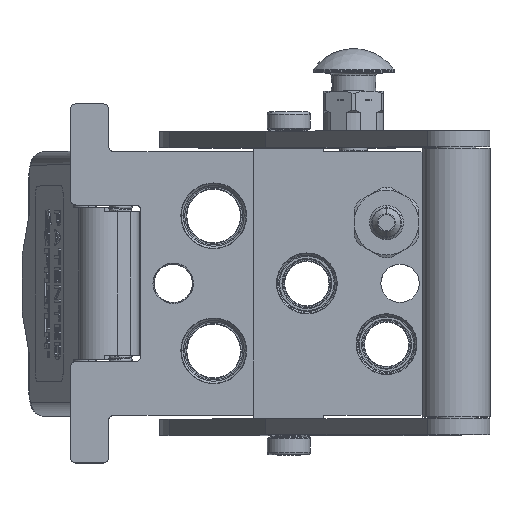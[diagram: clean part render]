
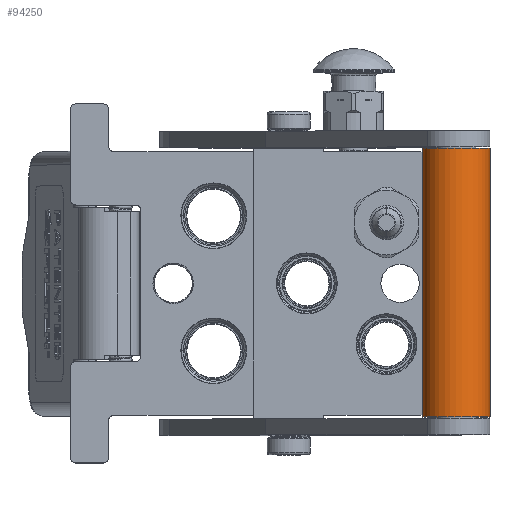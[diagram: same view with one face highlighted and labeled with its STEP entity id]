
A CAD part, top view. The second image highlights one B-rep face of the part: STEP entity #94250.
In plain terms, the highlighted cylindrical face has radius 12.5 mm (diameter 25 mm), a partial arc.
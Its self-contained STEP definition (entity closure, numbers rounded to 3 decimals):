
#979 = VERTEX_POINT ( 'NONE', #95584 ) ;
#3265 = VECTOR ( 'NONE', #23256, 1000. ) ;
#6664 = AXIS2_PLACEMENT_3D ( 'NONE', #26641, #90748, #16951 ) ;
#6743 = EDGE_CURVE ( 'NONE', #43819, #12247, #76561, .T. ) ;
#12247 = VERTEX_POINT ( 'NONE', #17257 ) ;
#15786 = ORIENTED_EDGE ( 'NONE', *, *, #55941, .T. ) ;
#16277 = CARTESIAN_POINT ( 'NONE',  ( 104., 0., -12.5 ) ) ;
#16619 = ORIENTED_EDGE ( 'NONE', *, *, #6743, .F. ) ;
#16951 = DIRECTION ( 'NONE',  ( 0., 0., -1. ) ) ;
#17257 = CARTESIAN_POINT ( 'NONE',  ( 4.5, 0., 12.5 ) ) ;
#19245 = CARTESIAN_POINT ( 'NONE',  ( 104., 0., -12.5 ) ) ;
#21718 = CIRCLE ( 'NONE', #108192, 12.5 ) ;
#23256 = DIRECTION ( 'NONE',  ( -1., 0., 0. ) ) ;
#24811 = CARTESIAN_POINT ( 'NONE',  ( 4.5, 0., -12.5 ) ) ;
#26641 = CARTESIAN_POINT ( 'NONE',  ( 4.5, 0., 0. ) ) ;
#27927 = EDGE_CURVE ( 'NONE', #94876, #43819, #29567, .T. ) ;
#29567 = LINE ( 'NONE', #16277, #65673 ) ;
#31447 = FACE_OUTER_BOUND ( 'NONE', #98076, .T. ) ;
#39761 = DIRECTION ( 'NONE',  ( -1., 0., 0. ) ) ;
#43819 = VERTEX_POINT ( 'NONE', #24811 ) ;
#46266 = ORIENTED_EDGE ( 'NONE', *, *, #53551, .T. ) ;
#52901 = DIRECTION ( 'NONE',  ( -1., 0., 0. ) ) ;
#53551 = EDGE_CURVE ( 'NONE', #979, #12247, #94088, .T. ) ;
#55941 = EDGE_CURVE ( 'NONE', #94876, #979, #21718, .T. ) ;
#55978 = DIRECTION ( 'NONE',  ( -1., 0., 0. ) ) ;
#56620 = DIRECTION ( 'NONE',  ( 0., 0., -1. ) ) ;
#57199 = CARTESIAN_POINT ( 'NONE',  ( -5.425, 0., 0. ) ) ;
#65438 = AXIS2_PLACEMENT_3D ( 'NONE', #57199, #55978, #66927 ) ;
#65673 = VECTOR ( 'NONE', #52901, 1000. ) ;
#66927 = DIRECTION ( 'NONE',  ( 0., 0., 1. ) ) ;
#67998 = CARTESIAN_POINT ( 'NONE',  ( 104., 0., 12.5 ) ) ;
#76561 = CIRCLE ( 'NONE', #6664, 12.5 ) ;
#83418 = CYLINDRICAL_SURFACE ( 'NONE', #65438, 12.5 ) ;
#90748 = DIRECTION ( 'NONE',  ( -1., 0., 0. ) ) ;
#94088 = LINE ( 'NONE', #67998, #3265 ) ;
#94250 = ADVANCED_FACE ( 'NONE', ( #31447 ), #83418, .T. ) ;
#94876 = VERTEX_POINT ( 'NONE', #19245 ) ;
#95584 = CARTESIAN_POINT ( 'NONE',  ( 104., 0., 12.5 ) ) ;
#98076 = EDGE_LOOP ( 'NONE', ( #15786, #46266, #16619, #118366 ) ) ;
#108192 = AXIS2_PLACEMENT_3D ( 'NONE', #113439, #39761, #56620 ) ;
#113439 = CARTESIAN_POINT ( 'NONE',  ( 104., 0., 0. ) ) ;
#118366 = ORIENTED_EDGE ( 'NONE', *, *, #27927, .F. ) ;
